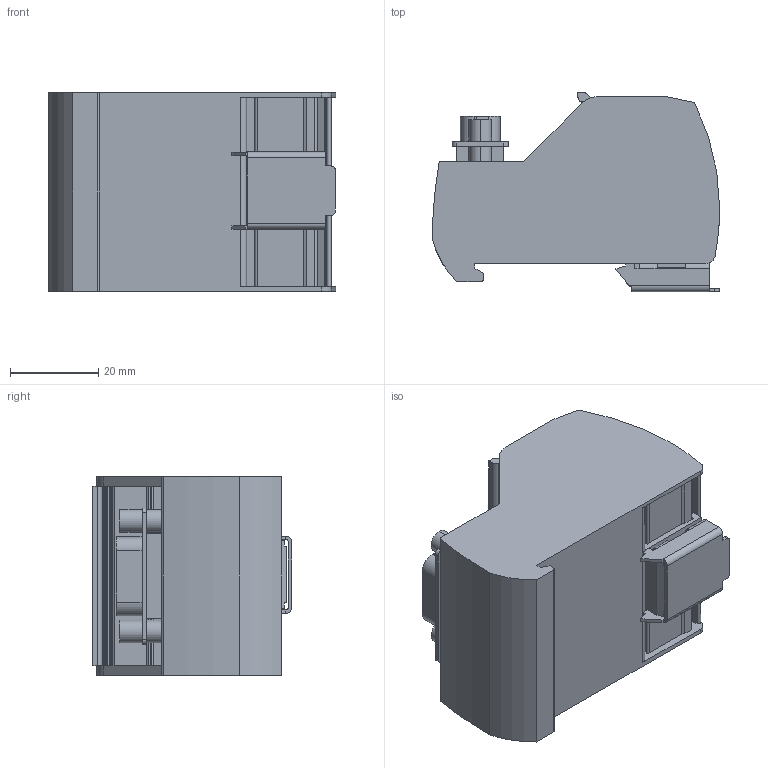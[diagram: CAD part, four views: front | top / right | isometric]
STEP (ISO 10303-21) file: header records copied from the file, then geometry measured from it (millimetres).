
FILE_DESCRIPTION(('SolidDesigner STEP Export'),'2;1');
FILE_NAME('2322401_vip_2_sc_hd_15_sub_f-select.stp','2009-10-05T14:49:03',(''),(''),'CoCreate Modeling STEP processor for AP214 (Solid Model)','CoCreate Modeling 16.00A 16-Aug-2008 (C) Parametric Technology GmbH','');
FILE_SCHEMA(('AUTOMOTIVE_DESIGN { 1 0 10303 214 1 1 1 1 }'));
Length unit declared in the file: millimetre
Products named in the file (2): 2322401_vip_2_sc_hd_15_sub_f-select
Assembly tree (1 placements, depth 2):
  2322401_vip_2_sc_hd_15_sub_f-select
    2322401_vip_2_sc_hd_15_sub_f-select
Bounding box: 65 x 45.12 x 44.9 mm (x, y, z)
Volume: 78768.5 mm3; surface area: 21070.4 mm2
Topology: 1 solids, 1 shells, 449 faces, 1255 edges, 824 vertices
Faces by surface type: plane 298, cylinder 151
Entity records: 15392 total; most frequent: ORIENTED_EDGE 2510, CARTESIAN_POINT 2298, DIRECTION 2075, EDGE_CURVE 1255, VECTOR 873, LINE 873, VERTEX_POINT 824, AXIS2_PLACEMENT_3D 601
